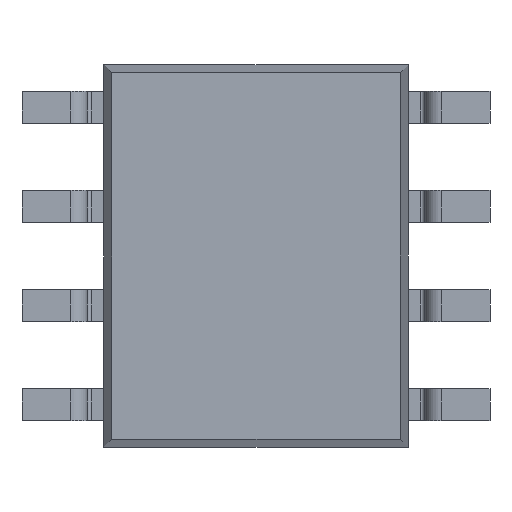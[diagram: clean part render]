
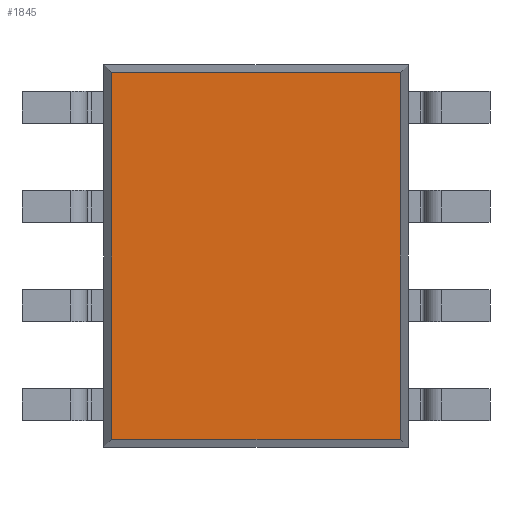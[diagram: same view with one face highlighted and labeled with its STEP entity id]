
A CAD part, front view. The second image highlights one B-rep face of the part: STEP entity #1845.
In plain terms, the highlighted planar face has unit normal (0, -1, 0).
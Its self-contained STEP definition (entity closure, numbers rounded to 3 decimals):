
#199 = PLANE ( 'NONE',  #3227 ) ;
#243 = EDGE_CURVE ( 'NONE', #1850, #2007, #3446, .T. ) ;
#364 = DIRECTION ( 'NONE',  ( 1., 0., 0. ) ) ;
#495 = CARTESIAN_POINT ( 'NONE',  ( -1.85, 0.175, 2.45 ) ) ;
#705 = LINE ( 'NONE', #3223, #1452 ) ;
#1138 = ORIENTED_EDGE ( 'NONE', *, *, #243, .F. ) ;
#1169 = VECTOR ( 'NONE', #3364, 1000. ) ;
#1243 = CARTESIAN_POINT ( 'NONE',  ( -1.85, 0.175, 2.35 ) ) ;
#1279 = VERTEX_POINT ( 'NONE', #3894 ) ;
#1341 = CARTESIAN_POINT ( 'NONE',  ( 1.85, 0.175, 2.35 ) ) ;
#1395 = ORIENTED_EDGE ( 'NONE', *, *, #3097, .F. ) ;
#1430 = DIRECTION ( 'NONE',  ( 0., 0., -1. ) ) ;
#1452 = VECTOR ( 'NONE', #1430, 1000. ) ;
#1578 = VECTOR ( 'NONE', #3298, 1000. ) ;
#1822 = DIRECTION ( 'NONE',  ( 0., 0., -1. ) ) ;
#1842 = EDGE_CURVE ( 'NONE', #3617, #1279, #2881, .T. ) ;
#1845 = ADVANCED_FACE ( 'NONE', ( #2110 ), #199, .T. ) ;
#1850 = VERTEX_POINT ( 'NONE', #1243 ) ;
#2007 = VERTEX_POINT ( 'NONE', #1341 ) ;
#2110 = FACE_OUTER_BOUND ( 'NONE', #3635, .T. ) ;
#2204 = VECTOR ( 'NONE', #364, 1000. ) ;
#2260 = CARTESIAN_POINT ( 'NONE',  ( 1.95, 0.175, 2.35 ) ) ;
#2278 = LINE ( 'NONE', #495, #1578 ) ;
#2279 = ORIENTED_EDGE ( 'NONE', *, *, #2626, .F. ) ;
#2346 = ORIENTED_EDGE ( 'NONE', *, *, #1842, .F. ) ;
#2404 = CARTESIAN_POINT ( 'NONE',  ( -1.95, 0.175, -2.35 ) ) ;
#2626 = EDGE_CURVE ( 'NONE', #2007, #3617, #705, .T. ) ;
#2758 = DIRECTION ( 'NONE',  ( 0., -1., 0. ) ) ;
#2881 = LINE ( 'NONE', #2404, #1169 ) ;
#3097 = EDGE_CURVE ( 'NONE', #1279, #1850, #2278, .T. ) ;
#3223 = CARTESIAN_POINT ( 'NONE',  ( 1.85, 0.175, -2.45 ) ) ;
#3227 = AXIS2_PLACEMENT_3D ( 'NONE', #3415, #2758, #1822 ) ;
#3298 = DIRECTION ( 'NONE',  ( 0., 0., 1. ) ) ;
#3364 = DIRECTION ( 'NONE',  ( -1., 0., 0. ) ) ;
#3375 = CARTESIAN_POINT ( 'NONE',  ( 1.85, 0.175, -2.35 ) ) ;
#3415 = CARTESIAN_POINT ( 'NONE',  ( 0., 0.175, 0. ) ) ;
#3446 = LINE ( 'NONE', #2260, #2204 ) ;
#3617 = VERTEX_POINT ( 'NONE', #3375 ) ;
#3635 = EDGE_LOOP ( 'NONE', ( #1138, #1395, #2346, #2279 ) ) ;
#3894 = CARTESIAN_POINT ( 'NONE',  ( -1.85, 0.175, -2.35 ) ) ;
